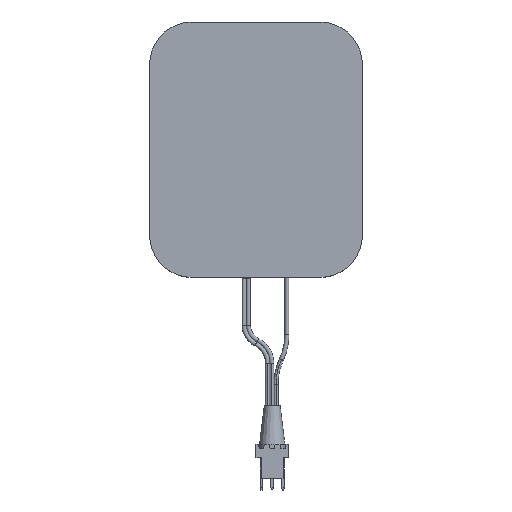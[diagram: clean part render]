
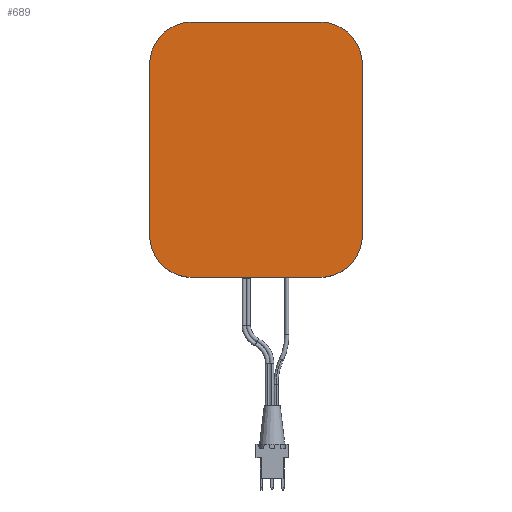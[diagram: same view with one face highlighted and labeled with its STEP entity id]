
A CAD part, top view. The second image highlights one B-rep face of the part: STEP entity #689.
In plain terms, the highlighted planar face has unit normal (0, 0, 1).
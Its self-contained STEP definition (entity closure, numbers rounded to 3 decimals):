
#59 = CIRCLE ( 'NONE', #3291, 10. ) ;
#174 = CARTESIAN_POINT ( 'NONE',  ( 15., 30., 7.5 ) ) ;
#317 = PLANE ( 'NONE',  #4107 ) ;
#620 = EDGE_CURVE ( 'NONE', #4469, #3272, #4233, .T. ) ;
#689 = ADVANCED_FACE ( 'NONE', ( #1062 ), #317, .F. ) ;
#698 = CIRCLE ( 'NONE', #2813, 10. ) ;
#762 = ORIENTED_EDGE ( 'NONE', *, *, #3956, .T. ) ;
#892 = AXIS2_PLACEMENT_3D ( 'NONE', #1005, #1585, #2580 ) ;
#953 = CARTESIAN_POINT ( 'NONE',  ( -15., 30., 7.5 ) ) ;
#1005 = CARTESIAN_POINT ( 'NONE',  ( -15., 20., 7.5 ) ) ;
#1062 = FACE_OUTER_BOUND ( 'NONE', #2782, .T. ) ;
#1099 = CARTESIAN_POINT ( 'NONE',  ( -25., 30., 7.5 ) ) ;
#1200 = DIRECTION ( 'NONE',  ( 0., 0., 1. ) ) ;
#1206 = VERTEX_POINT ( 'NONE', #5392 ) ;
#1249 = VERTEX_POINT ( 'NONE', #953 ) ;
#1585 = DIRECTION ( 'NONE',  ( 0., 0., 1. ) ) ;
#1607 = CARTESIAN_POINT ( 'NONE',  ( -25., -30., 7.5 ) ) ;
#1653 = EDGE_CURVE ( 'NONE', #6251, #3688, #2866, .T. ) ;
#1671 = EDGE_CURVE ( 'NONE', #1249, #3002, #3903, .T. ) ;
#1722 = AXIS2_PLACEMENT_3D ( 'NONE', #3729, #1200, #4143 ) ;
#1806 = CARTESIAN_POINT ( 'NONE',  ( -25., 20., 7.5 ) ) ;
#1960 = ORIENTED_EDGE ( 'NONE', *, *, #1653, .T. ) ;
#1965 = EDGE_CURVE ( 'NONE', #3272, #1206, #2389, .T. ) ;
#1970 = CARTESIAN_POINT ( 'NONE',  ( 15., -20., 7.5 ) ) ;
#2038 = ORIENTED_EDGE ( 'NONE', *, *, #4029, .T. ) ;
#2114 = CARTESIAN_POINT ( 'NONE',  ( 25., -30., 7.5 ) ) ;
#2234 = LINE ( 'NONE', #1607, #3423 ) ;
#2256 = EDGE_CURVE ( 'NONE', #5566, #1249, #5539, .T. ) ;
#2389 = LINE ( 'NONE', #5841, #5705 ) ;
#2580 = DIRECTION ( 'NONE',  ( -1., 0., 0. ) ) ;
#2641 = EDGE_CURVE ( 'NONE', #3002, #4469, #2234, .T. ) ;
#2782 = EDGE_LOOP ( 'NONE', ( #5647, #762, #1960, #2038, #6255, #6236, #5075, #6204 ) ) ;
#2813 = AXIS2_PLACEMENT_3D ( 'NONE', #1970, #5020, #4021 ) ;
#2866 = LINE ( 'NONE', #2114, #3351 ) ;
#3002 = VERTEX_POINT ( 'NONE', #1806 ) ;
#3064 = CARTESIAN_POINT ( 'NONE',  ( 15., 20., 7.5 ) ) ;
#3272 = VERTEX_POINT ( 'NONE', #3994 ) ;
#3291 = AXIS2_PLACEMENT_3D ( 'NONE', #3064, #6049, #4539 ) ;
#3351 = VECTOR ( 'NONE', #6153, 1000. ) ;
#3423 = VECTOR ( 'NONE', #5132, 1000. ) ;
#3468 = CARTESIAN_POINT ( 'NONE',  ( 25., -20., 7.5 ) ) ;
#3585 = DIRECTION ( 'NONE',  ( 0., 0., -1. ) ) ;
#3688 = VERTEX_POINT ( 'NONE', #5282 ) ;
#3729 = CARTESIAN_POINT ( 'NONE',  ( -15., -20., 7.5 ) ) ;
#3903 = CIRCLE ( 'NONE', #892, 10. ) ;
#3956 = EDGE_CURVE ( 'NONE', #1206, #6251, #698, .T. ) ;
#3994 = CARTESIAN_POINT ( 'NONE',  ( -15., -30., 7.5 ) ) ;
#4021 = DIRECTION ( 'NONE',  ( -1., 0., 0. ) ) ;
#4029 = EDGE_CURVE ( 'NONE', #3688, #5566, #59, .T. ) ;
#4107 = AXIS2_PLACEMENT_3D ( 'NONE', #4374, #3585, #4628 ) ;
#4143 = DIRECTION ( 'NONE',  ( -1., 0., 0. ) ) ;
#4233 = CIRCLE ( 'NONE', #1722, 10. ) ;
#4374 = CARTESIAN_POINT ( 'NONE',  ( -25., 30., 7.5 ) ) ;
#4469 = VERTEX_POINT ( 'NONE', #6401 ) ;
#4539 = DIRECTION ( 'NONE',  ( -1., 0., 0. ) ) ;
#4628 = DIRECTION ( 'NONE',  ( -1., 0., 0. ) ) ;
#4907 = VECTOR ( 'NONE', #6477, 1000. ) ;
#5020 = DIRECTION ( 'NONE',  ( 0., 0., 1. ) ) ;
#5075 = ORIENTED_EDGE ( 'NONE', *, *, #2641, .T. ) ;
#5132 = DIRECTION ( 'NONE',  ( 0., -1., 0. ) ) ;
#5282 = CARTESIAN_POINT ( 'NONE',  ( 25., 20., 7.5 ) ) ;
#5304 = DIRECTION ( 'NONE',  ( 1., 0., 0. ) ) ;
#5392 = CARTESIAN_POINT ( 'NONE',  ( 15., -30., 7.5 ) ) ;
#5539 = LINE ( 'NONE', #1099, #4907 ) ;
#5566 = VERTEX_POINT ( 'NONE', #174 ) ;
#5647 = ORIENTED_EDGE ( 'NONE', *, *, #1965, .T. ) ;
#5705 = VECTOR ( 'NONE', #5304, 1000. ) ;
#5841 = CARTESIAN_POINT ( 'NONE',  ( -25., -30., 7.5 ) ) ;
#6049 = DIRECTION ( 'NONE',  ( 0., 0., 1. ) ) ;
#6153 = DIRECTION ( 'NONE',  ( 0., 1., 0. ) ) ;
#6204 = ORIENTED_EDGE ( 'NONE', *, *, #620, .T. ) ;
#6236 = ORIENTED_EDGE ( 'NONE', *, *, #1671, .T. ) ;
#6251 = VERTEX_POINT ( 'NONE', #3468 ) ;
#6255 = ORIENTED_EDGE ( 'NONE', *, *, #2256, .T. ) ;
#6401 = CARTESIAN_POINT ( 'NONE',  ( -25., -20., 7.5 ) ) ;
#6477 = DIRECTION ( 'NONE',  ( -1., 0., 0. ) ) ;
